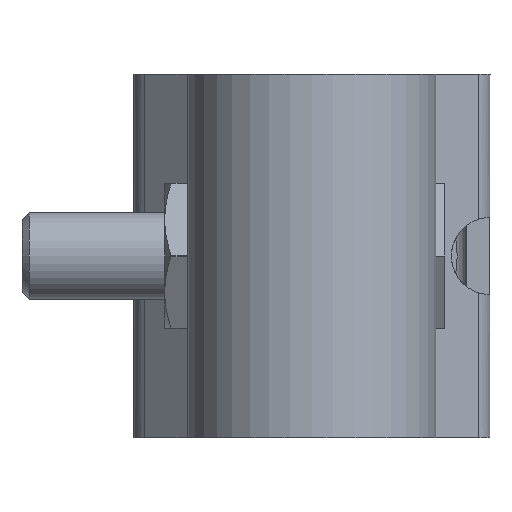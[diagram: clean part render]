
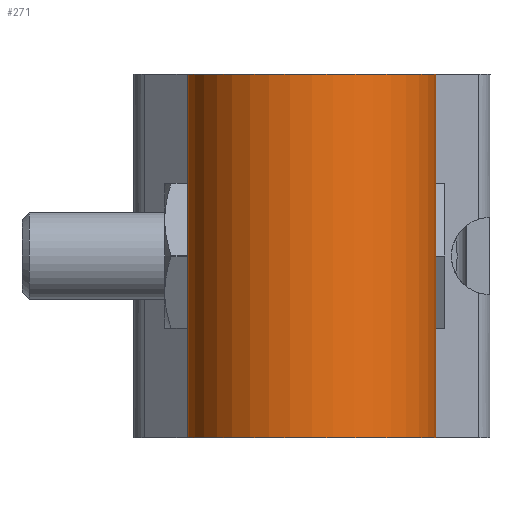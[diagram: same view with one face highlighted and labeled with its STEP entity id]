
A CAD part, front view. The second image highlights one B-rep face of the part: STEP entity #271.
In plain terms, the highlighted cylindrical face has radius 8.54 mm (diameter 17.08 mm), a partial arc.
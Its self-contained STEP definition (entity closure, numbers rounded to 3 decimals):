
#271 = ADVANCED_FACE( '', ( #390 ), #391, .T. );
#390 = FACE_OUTER_BOUND( '', #654, .T. );
#391 = CYLINDRICAL_SURFACE( '', #655, 8.54 );
#654 = EDGE_LOOP( '', ( #944, #945, #946, #947, #948, #949, #950, #951, #952, #953, #954, #955 ) );
#655 = AXIS2_PLACEMENT_3D( '', #956, #957, #958 );
#944 = ORIENTED_EDGE( '', *, *, #1881, .F. );
#945 = ORIENTED_EDGE( '', *, *, #1882, .T. );
#946 = ORIENTED_EDGE( '', *, *, #1883, .F. );
#947 = ORIENTED_EDGE( '', *, *, #1884, .F. );
#948 = ORIENTED_EDGE( '', *, *, #1885, .F. );
#949 = ORIENTED_EDGE( '', *, *, #1886, .F. );
#950 = ORIENTED_EDGE( '', *, *, #1887, .F. );
#951 = ORIENTED_EDGE( '', *, *, #1888, .F. );
#952 = ORIENTED_EDGE( '', *, *, #1872, .T. );
#953 = ORIENTED_EDGE( '', *, *, #1867, .T. );
#954 = ORIENTED_EDGE( '', *, *, #1889, .F. );
#955 = ORIENTED_EDGE( '', *, *, #1890, .F. );
#956 = CARTESIAN_POINT( '', ( 0., 0., -12.5 ) );
#957 = DIRECTION( '', ( 0., 0., -1. ) );
#958 = DIRECTION( '', ( -1., 0., 0. ) );
#1867 = EDGE_CURVE( '', #2210, #2207, #2211, .T. );
#1872 = EDGE_CURVE( '', #2219, #2210, #2220, .T. );
#1881 = EDGE_CURVE( '', #2236, #2237, #2238, .F. );
#1882 = EDGE_CURVE( '', #2236, #2239, #2240, .T. );
#1883 = EDGE_CURVE( '', #2241, #2239, #2242, .T. );
#1884 = EDGE_CURVE( '', #2243, #2241, #2244, .T. );
#1885 = EDGE_CURVE( '', #2245, #2243, #2246, .F. );
#1886 = EDGE_CURVE( '', #2247, #2245, #2248, .T. );
#1887 = EDGE_CURVE( '', #2249, #2247, #2250, .F. );
#1888 = EDGE_CURVE( '', #2219, #2249, #2251, .T. );
#1889 = EDGE_CURVE( '', #2252, #2207, #2253, .F. );
#1890 = EDGE_CURVE( '', #2237, #2252, #2254, .T. );
#2207 = VERTEX_POINT( '', #2711 );
#2210 = VERTEX_POINT( '', #2714 );
#2211 = LINE( '', #2715, #2716 );
#2219 = VERTEX_POINT( '', #2727 );
#2220 = CIRCLE( '', #2728, 8.54 );
#2236 = VERTEX_POINT( '', #2748 );
#2237 = VERTEX_POINT( '', #2749 );
#2238 = ELLIPSE( '', #2750, 14.889, 8.54 );
#2239 = VERTEX_POINT( '', #2751 );
#2240 = LINE( '', #2752, #2753 );
#2241 = VERTEX_POINT( '', #2754 );
#2242 = CIRCLE( '', #2755, 8.54 );
#2243 = VERTEX_POINT( '', #2756 );
#2244 = LINE( '', #2757, #2758 );
#2245 = VERTEX_POINT( '', #2759 );
#2246 = ELLIPSE( '', #2760, 14.889, 8.54 );
#2247 = VERTEX_POINT( '', #2761 );
#2248 = B_SPLINE_CURVE_WITH_KNOTS( '', 3, ( #2762, #2763, #2764, #2765, #2766, #2767, #2768, #2769, #2770, #2771, #2772, #2773, #2774, #2775, #2776, #2777, #2778, #2779, #2780, #2781, #2782, #2783 ), .UNSPECIFIED., .F., .F., ( 4, 2, 2, 2, 2, 2, 2, 2, 2, 2, 4 ), ( 0., 0.001, 0.002, 0.003, 0.003, 0.003, 0.003, 0.004, 0.004, 0.005, 0.007 ), .UNSPECIFIED. );
#2249 = VERTEX_POINT( '', #2784 );
#2250 = ELLIPSE( '', #2785, 14.889, 8.54 );
#2251 = LINE( '', #2786, #2787 );
#2252 = VERTEX_POINT( '', #2788 );
#2253 = ELLIPSE( '', #2789, 14.889, 8.54 );
#2254 = B_SPLINE_CURVE_WITH_KNOTS( '', 3, ( #2790, #2791, #2792, #2793, #2794, #2795, #2796, #2797, #2798, #2799, #2800, #2801, #2802, #2803, #2804, #2805, #2806, #2807, #2808, #2809, #2810, #2811 ), .UNSPECIFIED., .F., .F., ( 4, 2, 2, 2, 2, 2, 2, 2, 2, 2, 4 ), ( 0., 0.001, 0.002, 0.003, 0.003, 0.003, 0.003, 0.004, 0.004, 0.005, 0.007 ), .UNSPECIFIED. );
#2711 = CARTESIAN_POINT( '', ( 5.585, 6.461, -2.463 ) );
#2714 = CARTESIAN_POINT( '', ( 5.585, 6.461, -12.5 ) );
#2715 = CARTESIAN_POINT( '', ( 5.585, 6.461, -12.5 ) );
#2716 = VECTOR( '', #3546, 1000. );
#2727 = CARTESIAN_POINT( '', ( -5.585, 6.461, -12.5 ) );
#2728 = AXIS2_PLACEMENT_3D( '', #3553, #3554, #3555 );
#2748 = CARTESIAN_POINT( '', ( 5.585, 6.461, 2.463 ) );
#2749 = CARTESIAN_POINT( '', ( 5.784, 6.283, 2.294 ) );
#2750 = AXIS2_PLACEMENT_3D( '', #3572, #3573, #3574 );
#2751 = CARTESIAN_POINT( '', ( 5.585, 6.461, 12.5 ) );
#2752 = CARTESIAN_POINT( '', ( 5.585, 6.461, -12.5 ) );
#2753 = VECTOR( '', #3575, 1000. );
#2754 = CARTESIAN_POINT( '', ( -5.585, 6.461, 12.5 ) );
#2755 = AXIS2_PLACEMENT_3D( '', #3576, #3577, #3578 );
#2756 = CARTESIAN_POINT( '', ( -5.585, 6.461, 2.463 ) );
#2757 = CARTESIAN_POINT( '', ( -5.585, 6.461, -12.5 ) );
#2758 = VECTOR( '', #3579, 1000. );
#2759 = CARTESIAN_POINT( '', ( -5.784, 6.283, 2.294 ) );
#2760 = AXIS2_PLACEMENT_3D( '', #3580, #3581, #3582 );
#2761 = CARTESIAN_POINT( '', ( -5.784, 6.283, -2.294 ) );
#2762 = CARTESIAN_POINT( '', ( -5.784, 6.283, -2.294 ) );
#2763 = CARTESIAN_POINT( '', ( -5.965, 6.116, -2.143 ) );
#2764 = CARTESIAN_POINT( '', ( -6.137, 5.944, -1.987 ) );
#2765 = CARTESIAN_POINT( '', ( -6.459, 5.592, -1.66 ) );
#2766 = CARTESIAN_POINT( '', ( -6.61, 5.412, -1.491 ) );
#2767 = CARTESIAN_POINT( '', ( -6.889, 5.052, -1.135 ) );
#2768 = CARTESIAN_POINT( '', ( -7.018, 4.87, -0.949 ) );
#2769 = CARTESIAN_POINT( '', ( -7.183, 4.621, -0.635 ) );
#2770 = CARTESIAN_POINT( '', ( -7.233, 4.541, -0.523 ) );
#2771 = CARTESIAN_POINT( '', ( -7.292, 4.446, -0.336 ) );
#2772 = CARTESIAN_POINT( '', ( -7.308, 4.418, -0.271 ) );
#2773 = CARTESIAN_POINT( '', ( -7.331, 4.381, -0.134 ) );
#2774 = CARTESIAN_POINT( '', ( -7.337, 4.37, -0.061 ) );
#2775 = CARTESIAN_POINT( '', ( -7.335, 4.373, 0.156 ) );
#2776 = CARTESIAN_POINT( '', ( -7.306, 4.422, 0.294 ) );
#2777 = CARTESIAN_POINT( '', ( -7.226, 4.552, 0.54 ) );
#2778 = CARTESIAN_POINT( '', ( -7.175, 4.632, 0.65 ) );
#2779 = CARTESIAN_POINT( '', ( -7.011, 4.881, 0.96 ) );
#2780 = CARTESIAN_POINT( '', ( -6.882, 5.061, 1.144 ) );
#2781 = CARTESIAN_POINT( '', ( -6.465, 5.598, 1.675 ) );
#2782 = CARTESIAN_POINT( '', ( -6.145, 5.951, 1.994 ) );
#2783 = CARTESIAN_POINT( '', ( -5.784, 6.283, 2.294 ) );
#2784 = CARTESIAN_POINT( '', ( -5.585, 6.461, -2.463 ) );
#2785 = AXIS2_PLACEMENT_3D( '', #3583, #3584, #3585 );
#2786 = CARTESIAN_POINT( '', ( -5.585, 6.461, -12.5 ) );
#2787 = VECTOR( '', #3586, 1000. );
#2788 = CARTESIAN_POINT( '', ( 5.784, 6.283, -2.294 ) );
#2789 = AXIS2_PLACEMENT_3D( '', #3587, #3588, #3589 );
#2790 = CARTESIAN_POINT( '', ( 5.784, 6.283, 2.294 ) );
#2791 = CARTESIAN_POINT( '', ( 5.965, 6.116, 2.143 ) );
#2792 = CARTESIAN_POINT( '', ( 6.137, 5.944, 1.987 ) );
#2793 = CARTESIAN_POINT( '', ( 6.459, 5.592, 1.66 ) );
#2794 = CARTESIAN_POINT( '', ( 6.61, 5.412, 1.491 ) );
#2795 = CARTESIAN_POINT( '', ( 6.889, 5.052, 1.135 ) );
#2796 = CARTESIAN_POINT( '', ( 7.018, 4.87, 0.949 ) );
#2797 = CARTESIAN_POINT( '', ( 7.183, 4.621, 0.635 ) );
#2798 = CARTESIAN_POINT( '', ( 7.233, 4.541, 0.523 ) );
#2799 = CARTESIAN_POINT( '', ( 7.292, 4.446, 0.336 ) );
#2800 = CARTESIAN_POINT( '', ( 7.308, 4.418, 0.271 ) );
#2801 = CARTESIAN_POINT( '', ( 7.331, 4.381, 0.134 ) );
#2802 = CARTESIAN_POINT( '', ( 7.337, 4.37, 0.061 ) );
#2803 = CARTESIAN_POINT( '', ( 7.335, 4.373, -0.156 ) );
#2804 = CARTESIAN_POINT( '', ( 7.306, 4.422, -0.294 ) );
#2805 = CARTESIAN_POINT( '', ( 7.226, 4.552, -0.54 ) );
#2806 = CARTESIAN_POINT( '', ( 7.175, 4.632, -0.65 ) );
#2807 = CARTESIAN_POINT( '', ( 7.011, 4.881, -0.96 ) );
#2808 = CARTESIAN_POINT( '', ( 6.882, 5.061, -1.144 ) );
#2809 = CARTESIAN_POINT( '', ( 6.465, 5.598, -1.675 ) );
#2810 = CARTESIAN_POINT( '', ( 6.145, 5.951, -1.994 ) );
#2811 = CARTESIAN_POINT( '', ( 5.784, 6.283, -2.294 ) );
#3546 = DIRECTION( '', ( 0., 0., 1. ) );
#3553 = CARTESIAN_POINT( '', ( 0., 0., -12.5 ) );
#3554 = DIRECTION( '', ( 0., 0., 1. ) );
#3555 = DIRECTION( '', ( 1., 0., 0. ) );
#3572 = CARTESIAN_POINT( '', ( 0., 0., 13.314 ) );
#3573 = DIRECTION( '', ( 0.76, 0.307, 0.574 ) );
#3574 = DIRECTION( '', ( -0.532, -0.215, 0.819 ) );
#3575 = DIRECTION( '', ( 0., 0., 1. ) );
#3576 = CARTESIAN_POINT( '', ( 0., 0., 12.5 ) );
#3577 = DIRECTION( '', ( 0., 0., 1. ) );
#3578 = DIRECTION( '', ( 1., 0., 0. ) );
#3579 = DIRECTION( '', ( 0., 0., 1. ) );
#3580 = CARTESIAN_POINT( '', ( 0., 0., 13.314 ) );
#3581 = DIRECTION( '', ( -0.76, 0.307, 0.574 ) );
#3582 = DIRECTION( '', ( 0.532, -0.215, 0.819 ) );
#3583 = CARTESIAN_POINT( '', ( 0., 0., -13.314 ) );
#3584 = DIRECTION( '', ( -0.76, 0.307, -0.574 ) );
#3585 = DIRECTION( '', ( -0.532, 0.215, 0.819 ) );
#3586 = DIRECTION( '', ( 0., 0., 1. ) );
#3587 = CARTESIAN_POINT( '', ( 0., 0., -13.314 ) );
#3588 = DIRECTION( '', ( 0.76, 0.307, -0.574 ) );
#3589 = DIRECTION( '', ( 0.532, 0.215, 0.819 ) );
